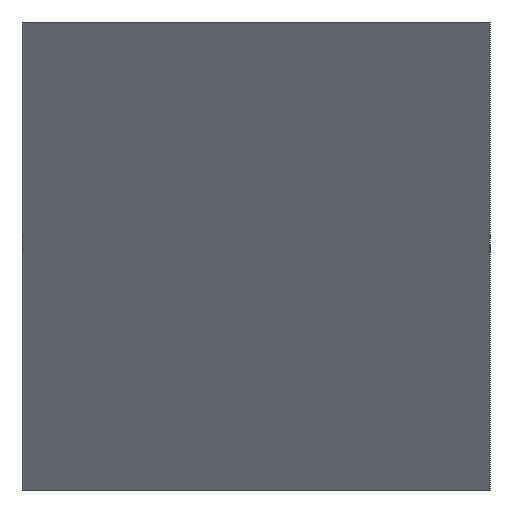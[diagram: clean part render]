
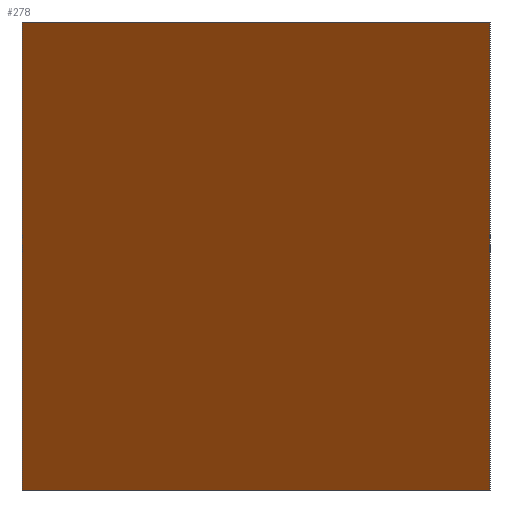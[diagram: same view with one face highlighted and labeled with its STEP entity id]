
A CAD part, left-side view. The second image highlights one B-rep face of the part: STEP entity #278.
In plain terms, the highlighted planar face has unit normal (-0.707, 0.707, 0).
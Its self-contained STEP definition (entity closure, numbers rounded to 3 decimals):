
#5 = VECTOR ( 'NONE', #162, 1000. ) ;
#12 = CARTESIAN_POINT ( 'NONE',  ( 74.828, 79.667, 0. ) ) ;
#16 = EDGE_CURVE ( 'NONE', #257, #59, #186, .T. ) ;
#21 = VECTOR ( 'NONE', #273, 1000. ) ;
#50 = VECTOR ( 'NONE', #161, 1000. ) ;
#54 = LINE ( 'NONE', #81, #21 ) ;
#59 = VERTEX_POINT ( 'NONE', #245 ) ;
#73 = DIRECTION ( 'NONE',  ( 0., 0., -1. ) ) ;
#77 = CARTESIAN_POINT ( 'NONE',  ( 74.828, 79.667, 30. ) ) ;
#81 = CARTESIAN_POINT ( 'NONE',  ( 74.828, 79.667, 30. ) ) ;
#107 = CARTESIAN_POINT ( 'NONE',  ( 104.828, 109.667, 0. ) ) ;
#115 = ORIENTED_EDGE ( 'NONE', *, *, #282, .F. ) ;
#124 = DIRECTION ( 'NONE',  ( 0.707, 0.707, 0. ) ) ;
#151 = ORIENTED_EDGE ( 'NONE', *, *, #16, .F. ) ;
#161 = DIRECTION ( 'NONE',  ( -0.707, -0.707, 0. ) ) ;
#162 = DIRECTION ( 'NONE',  ( -0.707, -0.707, 0. ) ) ;
#172 = EDGE_CURVE ( 'NONE', #257, #262, #250, .T. ) ;
#176 = AXIS2_PLACEMENT_3D ( 'NONE', #229, #248, #124 ) ;
#186 = LINE ( 'NONE', #77, #5 ) ;
#187 = EDGE_CURVE ( 'NONE', #262, #236, #238, .T. ) ;
#189 = ORIENTED_EDGE ( 'NONE', *, *, #187, .T. ) ;
#193 = ORIENTED_EDGE ( 'NONE', *, *, #172, .T. ) ;
#199 = CARTESIAN_POINT ( 'NONE',  ( 104.828, 109.667, 30. ) ) ;
#200 = FACE_OUTER_BOUND ( 'NONE', #201, .T. ) ;
#201 = EDGE_LOOP ( 'NONE', ( #189, #115, #151, #193 ) ) ;
#203 = CARTESIAN_POINT ( 'NONE',  ( 104.828, 109.667, 30. ) ) ;
#229 = CARTESIAN_POINT ( 'NONE',  ( 74.828, 79.667, 30. ) ) ;
#236 = VERTEX_POINT ( 'NONE', #12 ) ;
#238 = LINE ( 'NONE', #246, #50 ) ;
#244 = VECTOR ( 'NONE', #73, 1000. ) ;
#245 = CARTESIAN_POINT ( 'NONE',  ( 74.828, 79.667, 30. ) ) ;
#246 = CARTESIAN_POINT ( 'NONE',  ( 74.828, 79.667, 0. ) ) ;
#248 = DIRECTION ( 'NONE',  ( 0.707, -0.707, 0. ) ) ;
#250 = LINE ( 'NONE', #203, #244 ) ;
#251 = PLANE ( 'NONE',  #176 ) ;
#257 = VERTEX_POINT ( 'NONE', #199 ) ;
#262 = VERTEX_POINT ( 'NONE', #107 ) ;
#273 = DIRECTION ( 'NONE',  ( 0., 0., -1. ) ) ;
#278 = ADVANCED_FACE ( 'NONE', ( #200 ), #251, .F. ) ;
#282 = EDGE_CURVE ( 'NONE', #59, #236, #54, .T. ) ;
